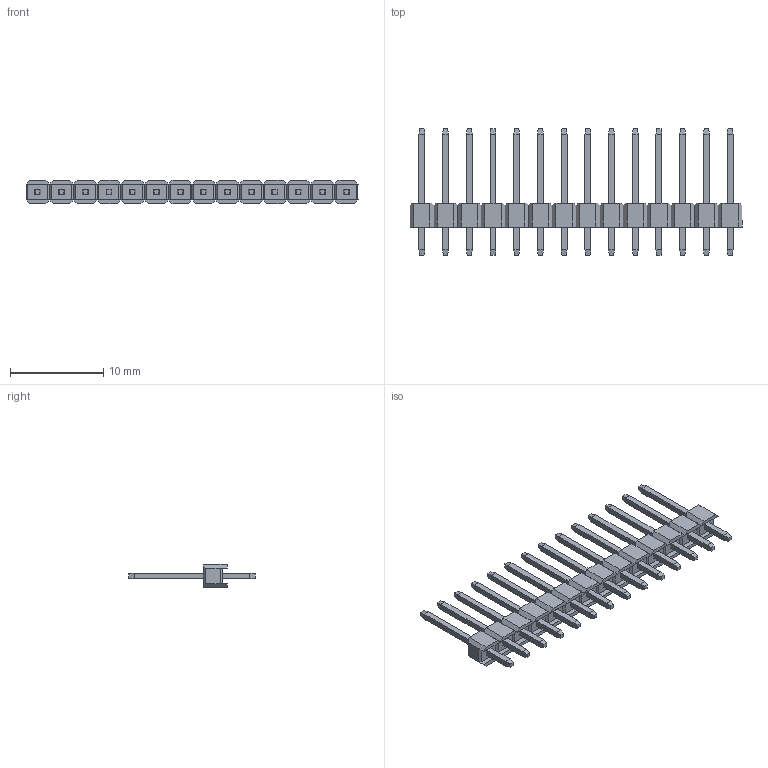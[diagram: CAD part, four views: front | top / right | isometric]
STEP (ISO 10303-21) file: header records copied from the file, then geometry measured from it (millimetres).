
FILE_DESCRIPTION (( 'STEP AP214' ), '1' );
FILE_NAME ('1x14 Male Pin Header.STEP', '2021-11-12T15:34:15', ( 'M.B.I.' ), ( '' ), 'SwSTEP 2.0', '', '' );
FILE_SCHEMA (( 'AUTOMOTIVE_DESIGN' ));
Length unit declared in the file: millimetre
Products named in the file (1): 1x14 Male Pin Header
Bounding box: 35.56 x 13.54 x 2.5 mm (x, y, z)
Volume: 244.2 mm3; surface area: 970.7 mm2
Topology: 15 solids, 15 shells, 540 faces, 1386 edges, 876 vertices
Faces by surface type: plane 540
Entity records: 16054 total; most frequent: CARTESIAN_POINT 2803, ORIENTED_EDGE 2772, DIRECTION 2468, VECTOR 1386, EDGE_CURVE 1386, LINE 1386, VERTEX_POINT 876, EDGE_LOOP 568
